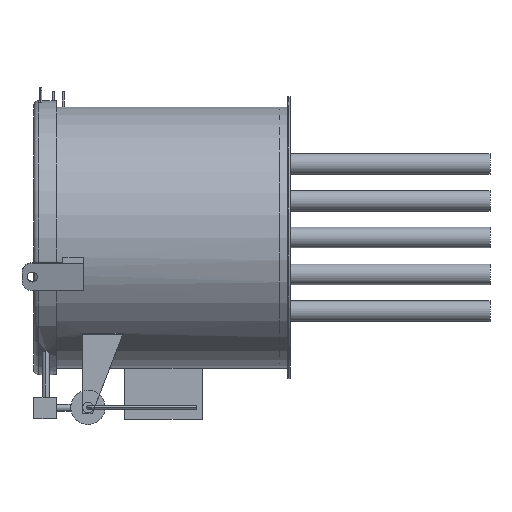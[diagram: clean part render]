
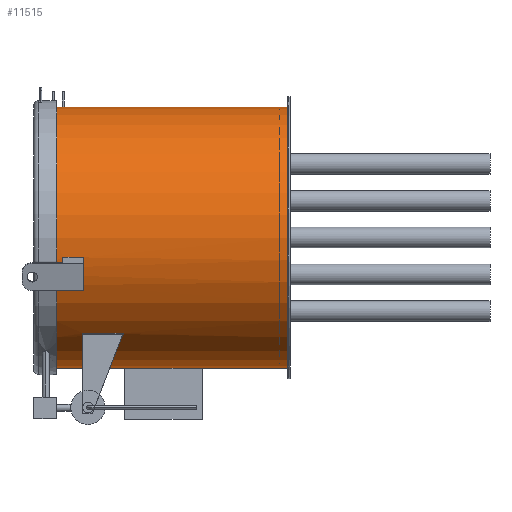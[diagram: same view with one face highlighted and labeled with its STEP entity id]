
A CAD part, left-side view. The second image highlights one B-rep face of the part: STEP entity #11515.
In plain terms, the highlighted cylindrical face has radius 638 mm (diameter 1276 mm), a partial arc.
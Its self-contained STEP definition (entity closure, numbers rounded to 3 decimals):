
#41 = VERTEX_POINT ( 'NONE', #4080 ) ;
#59 = LINE ( 'NONE', #7473, #1840 ) ;
#103 = VECTOR ( 'NONE', #822, 1000. ) ;
#226 = DIRECTION ( 'NONE',  ( 0., 1., 0. ) ) ;
#403 = CARTESIAN_POINT ( 'NONE',  ( -25., 1165.01, 637.51 ) ) ;
#406 = CARTESIAN_POINT ( 'NONE',  ( -630.614, 1165.01, -96.801 ) ) ;
#481 = CARTESIAN_POINT ( 'NONE',  ( -25., 1112.01, 637.51 ) ) ;
#507 = VERTEX_POINT ( 'NONE', #8579 ) ;
#672 = CIRCLE ( 'NONE', #5094, 638. ) ;
#781 = CYLINDRICAL_SURFACE ( 'NONE', #11907, 638. ) ;
#822 = DIRECTION ( 'NONE',  ( 0., 1., 0. ) ) ;
#923 = CARTESIAN_POINT ( 'NONE',  ( 0., 814.01, 0. ) ) ;
#986 = DIRECTION ( 'NONE',  ( 0., 1., 0. ) ) ;
#1269 = CARTESIAN_POINT ( 'NONE',  ( 0., 9.01, 0. ) ) ;
#1370 = FACE_BOUND ( 'NONE', #6217, .T. ) ;
#1420 = AXIS2_PLACEMENT_3D ( 'NONE', #923, #8314, #9162 ) ;
#1509 = LINE ( 'NONE', #10714, #3227 ) ;
#1556 = DIRECTION ( 'NONE',  ( 0., -1., 0. ) ) ;
#1581 = CARTESIAN_POINT ( 'NONE',  ( -429., 816.129, -472.232 ) ) ;
#1597 = LINE ( 'NONE', #7969, #3768 ) ;
#1689 = VERTEX_POINT ( 'NONE', #2977 ) ;
#1731 = EDGE_LOOP ( 'NONE', ( #3648, #11416, #4206, #7118, #3574 ) ) ;
#1783 = VERTEX_POINT ( 'NONE', #481 ) ;
#1840 = VECTOR ( 'NONE', #8415, 1000. ) ;
#1973 = VERTEX_POINT ( 'NONE', #4572 ) ;
#2095 = CARTESIAN_POINT ( 'NONE',  ( -435., 814.01, -466.711 ) ) ;
#2350 = VECTOR ( 'NONE', #2455, 1000. ) ;
#2366 = DIRECTION ( 'NONE',  ( 0., -1., 0. ) ) ;
#2432 = EDGE_CURVE ( 'NONE', #11733, #1689, #1597, .T. ) ;
#2455 = DIRECTION ( 'NONE',  ( 0., -1., 0. ) ) ;
#2488 = CIRCLE ( 'NONE', #7571, 638. ) ;
#2490 = DIRECTION ( 'NONE',  ( 0., 0., -1. ) ) ;
#2495 = CARTESIAN_POINT ( 'NONE',  ( -429., 1165.01, -472.232 ) ) ;
#2516 = CARTESIAN_POINT ( 'NONE',  ( 0., 9.01, 638. ) ) ;
#2621 = CARTESIAN_POINT ( 'NONE',  ( 0., 1112.01, 638. ) ) ;
#2832 = ORIENTED_EDGE ( 'NONE', *, *, #9917, .F. ) ;
#2850 = DIRECTION ( 'NONE',  ( 0., -1., 0. ) ) ;
#2878 = LINE ( 'NONE', #2495, #103 ) ;
#2885 = ORIENTED_EDGE ( 'NONE', *, *, #8550, .F. ) ;
#2977 = CARTESIAN_POINT ( 'NONE',  ( 0., 9.01, -638. ) ) ;
#3020 = CARTESIAN_POINT ( 'NONE',  ( 0., 1109.01, 0. ) ) ;
#3150 = VERTEX_POINT ( 'NONE', #1581 ) ;
#3152 = EDGE_CURVE ( 'NONE', #41, #9996, #1509, .T. ) ;
#3227 = VECTOR ( 'NONE', #9041, 1000. ) ;
#3416 = CARTESIAN_POINT ( 'NONE',  ( 0., 1165.01, 638. ) ) ;
#3463 = DIRECTION ( 'NONE',  ( 0., 1., 0. ) ) ;
#3563 = ORIENTED_EDGE ( 'NONE', *, *, #2432, .T. ) ;
#3574 = ORIENTED_EDGE ( 'NONE', *, *, #3152, .T. ) ;
#3648 = ORIENTED_EDGE ( 'NONE', *, *, #7519, .T. ) ;
#3752 = CIRCLE ( 'NONE', #4451, 638. ) ;
#3768 = VECTOR ( 'NONE', #2366, 1000. ) ;
#3790 = VECTOR ( 'NONE', #6744, 1000. ) ;
#3814 = CARTESIAN_POINT ( 'NONE',  ( 0., 1112.01, 0. ) ) ;
#4080 = CARTESIAN_POINT ( 'NONE',  ( -435., 1014.01, -466.711 ) ) ;
#4087 = ORIENTED_EDGE ( 'NONE', *, *, #6521, .F. ) ;
#4111 = FACE_BOUND ( 'NONE', #1731, .T. ) ;
#4126 = CIRCLE ( 'NONE', #4420, 638. ) ;
#4155 = EDGE_CURVE ( 'NONE', #9239, #8407, #672, .T. ) ;
#4206 = ORIENTED_EDGE ( 'NONE', *, *, #6223, .T. ) ;
#4301 = CARTESIAN_POINT ( 'NONE',  ( 0., 1140.01, 0. ) ) ;
#4348 = CARTESIAN_POINT ( 'NONE',  ( 0., 1165.01, 0. ) ) ;
#4386 = AXIS2_PLACEMENT_3D ( 'NONE', #4301, #11174, #10693 ) ;
#4420 = AXIS2_PLACEMENT_3D ( 'NONE', #3814, #8290, #9213 ) ;
#4451 = AXIS2_PLACEMENT_3D ( 'NONE', #8246, #9180, #9402 ) ;
#4492 = CIRCLE ( 'NONE', #4386, 638. ) ;
#4572 = CARTESIAN_POINT ( 'NONE',  ( -630.614, 1109.01, -96.801 ) ) ;
#4666 = ORIENTED_EDGE ( 'NONE', *, *, #6288, .F. ) ;
#5005 = CARTESIAN_POINT ( 'NONE',  ( -429., 1014.01, -472.232 ) ) ;
#5094 = AXIS2_PLACEMENT_3D ( 'NONE', #5335, #11791, #8039 ) ;
#5164 = VECTOR ( 'NONE', #3463, 1000. ) ;
#5269 = ORIENTED_EDGE ( 'NONE', *, *, #6145, .F. ) ;
#5335 = CARTESIAN_POINT ( 'NONE',  ( 0., 1009.01, 0. ) ) ;
#5352 = EDGE_CURVE ( 'NONE', #7999, #1783, #4126, .T. ) ;
#5452 = LINE ( 'NONE', #8053, #5164 ) ;
#5624 = CARTESIAN_POINT ( 'NONE',  ( 0., 1140.01, -638. ) ) ;
#5635 = VECTOR ( 'NONE', #2850, 1000. ) ;
#6093 = CARTESIAN_POINT ( 'NONE',  ( -594.317, 1009.01, -232.016 ) ) ;
#6145 = EDGE_CURVE ( 'NONE', #1783, #11550, #9786, .T. ) ;
#6217 = EDGE_LOOP ( 'NONE', ( #7311, #12017, #2832, #7317 ) ) ;
#6223 = EDGE_CURVE ( 'NONE', #3150, #7719, #5452, .T. ) ;
#6288 = EDGE_CURVE ( 'NONE', #507, #8921, #10393, .T. ) ;
#6421 = CARTESIAN_POINT ( 'NONE',  ( 0., 1165.01, 638. ) ) ;
#6521 = EDGE_CURVE ( 'NONE', #11550, #507, #7381, .T. ) ;
#6544 = ORIENTED_EDGE ( 'NONE', *, *, #6647, .T. ) ;
#6573 = CARTESIAN_POINT ( 'NONE',  ( 0., 1102.01, 0. ) ) ;
#6647 = EDGE_CURVE ( 'NONE', #1689, #8921, #2488, .T. ) ;
#6744 = DIRECTION ( 'NONE',  ( 0., 1., 0. ) ) ;
#6864 = DIRECTION ( 'NONE',  ( 0., -1., 0. ) ) ;
#7109 = AXIS2_PLACEMENT_3D ( 'NONE', #6573, #986, #9260 ) ;
#7118 = ORIENTED_EDGE ( 'NONE', *, *, #8689, .T. ) ;
#7311 = ORIENTED_EDGE ( 'NONE', *, *, #4155, .F. ) ;
#7317 = ORIENTED_EDGE ( 'NONE', *, *, #7743, .F. ) ;
#7330 = VECTOR ( 'NONE', #6864, 1000. ) ;
#7356 = LINE ( 'NONE', #6421, #5635 ) ;
#7381 = CIRCLE ( 'NONE', #7109, 638. ) ;
#7473 = CARTESIAN_POINT ( 'NONE',  ( -594.317, 1165.01, -232.016 ) ) ;
#7519 = EDGE_CURVE ( 'NONE', #9996, #8736, #7654, .T. ) ;
#7566 = ORIENTED_EDGE ( 'NONE', *, *, #5352, .F. ) ;
#7571 = AXIS2_PLACEMENT_3D ( 'NONE', #1269, #226, #10404 ) ;
#7654 = CIRCLE ( 'NONE', #1420, 638. ) ;
#7719 = VERTEX_POINT ( 'NONE', #5005 ) ;
#7743 = EDGE_CURVE ( 'NONE', #8407, #1973, #11283, .T. ) ;
#7929 = ORIENTED_EDGE ( 'NONE', *, *, #8118, .F. ) ;
#7940 = EDGE_LOOP ( 'NONE', ( #2885, #7929, #3563, #6544, #4666, #4087, #5269, #7566 ) ) ;
#7969 = CARTESIAN_POINT ( 'NONE',  ( 0., 1165.01, -638. ) ) ;
#7998 = VERTEX_POINT ( 'NONE', #8123 ) ;
#7999 = VERTEX_POINT ( 'NONE', #2621 ) ;
#8038 = CARTESIAN_POINT ( 'NONE',  ( -25., 1102.01, 637.51 ) ) ;
#8039 = DIRECTION ( 'NONE',  ( 0., 0., -1. ) ) ;
#8053 = CARTESIAN_POINT ( 'NONE',  ( -429., 1165.01, -472.232 ) ) ;
#8055 = CARTESIAN_POINT ( 'NONE',  ( -594.317, 1109.01, -232.016 ) ) ;
#8118 = EDGE_CURVE ( 'NONE', #11733, #7998, #4492, .T. ) ;
#8123 = CARTESIAN_POINT ( 'NONE',  ( 0., 1140.01, 638. ) ) ;
#8176 = AXIS2_PLACEMENT_3D ( 'NONE', #3020, #11509, #8469 ) ;
#8246 = CARTESIAN_POINT ( 'NONE',  ( 0., 1014.01, 0. ) ) ;
#8290 = DIRECTION ( 'NONE',  ( 0., -1., 0. ) ) ;
#8314 = DIRECTION ( 'NONE',  ( 0., -1., 0. ) ) ;
#8407 = VERTEX_POINT ( 'NONE', #9775 ) ;
#8415 = DIRECTION ( 'NONE',  ( 0., -1., 0. ) ) ;
#8469 = DIRECTION ( 'NONE',  ( 0., 0., 1. ) ) ;
#8550 = EDGE_CURVE ( 'NONE', #7998, #7999, #7356, .T. ) ;
#8579 = CARTESIAN_POINT ( 'NONE',  ( 0., 1102.01, 638. ) ) ;
#8636 = CIRCLE ( 'NONE', #8176, 638. ) ;
#8689 = EDGE_CURVE ( 'NONE', #7719, #41, #3752, .T. ) ;
#8722 = FACE_OUTER_BOUND ( 'NONE', #7940, .T. ) ;
#8736 = VERTEX_POINT ( 'NONE', #9482 ) ;
#8921 = VERTEX_POINT ( 'NONE', #2516 ) ;
#9041 = DIRECTION ( 'NONE',  ( 0., -1., 0. ) ) ;
#9162 = DIRECTION ( 'NONE',  ( 0., 0., 1. ) ) ;
#9180 = DIRECTION ( 'NONE',  ( 0., 1., 0. ) ) ;
#9213 = DIRECTION ( 'NONE',  ( 0., 0., 1. ) ) ;
#9239 = VERTEX_POINT ( 'NONE', #6093 ) ;
#9260 = DIRECTION ( 'NONE',  ( 0., 0., -1. ) ) ;
#9289 = EDGE_CURVE ( 'NONE', #8736, #3150, #2878, .T. ) ;
#9402 = DIRECTION ( 'NONE',  ( 0., 0., -1. ) ) ;
#9482 = CARTESIAN_POINT ( 'NONE',  ( -429., 814.01, -472.232 ) ) ;
#9775 = CARTESIAN_POINT ( 'NONE',  ( -630.614, 1009.01, -96.801 ) ) ;
#9786 = LINE ( 'NONE', #403, #7330 ) ;
#9917 = EDGE_CURVE ( 'NONE', #1973, #11097, #8636, .T. ) ;
#9996 = VERTEX_POINT ( 'NONE', #2095 ) ;
#10393 = LINE ( 'NONE', #3416, #2350 ) ;
#10404 = DIRECTION ( 'NONE',  ( 0., 0., 1. ) ) ;
#10693 = DIRECTION ( 'NONE',  ( 0., 0., 1. ) ) ;
#10714 = CARTESIAN_POINT ( 'NONE',  ( -435., 1165.01, -466.711 ) ) ;
#10771 = EDGE_CURVE ( 'NONE', #11097, #9239, #59, .T. ) ;
#11097 = VERTEX_POINT ( 'NONE', #8055 ) ;
#11174 = DIRECTION ( 'NONE',  ( 0., 1., 0. ) ) ;
#11283 = LINE ( 'NONE', #406, #3790 ) ;
#11416 = ORIENTED_EDGE ( 'NONE', *, *, #9289, .T. ) ;
#11509 = DIRECTION ( 'NONE',  ( 0., -1., 0. ) ) ;
#11515 = ADVANCED_FACE ( 'NONE', ( #8722, #4111, #1370 ), #781, .T. ) ;
#11550 = VERTEX_POINT ( 'NONE', #8038 ) ;
#11733 = VERTEX_POINT ( 'NONE', #5624 ) ;
#11791 = DIRECTION ( 'NONE',  ( 0., 1., 0. ) ) ;
#11907 = AXIS2_PLACEMENT_3D ( 'NONE', #4348, #1556, #2490 ) ;
#12017 = ORIENTED_EDGE ( 'NONE', *, *, #10771, .F. ) ;
